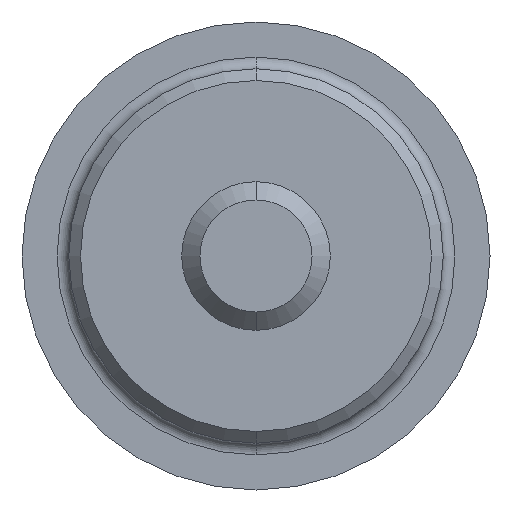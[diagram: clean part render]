
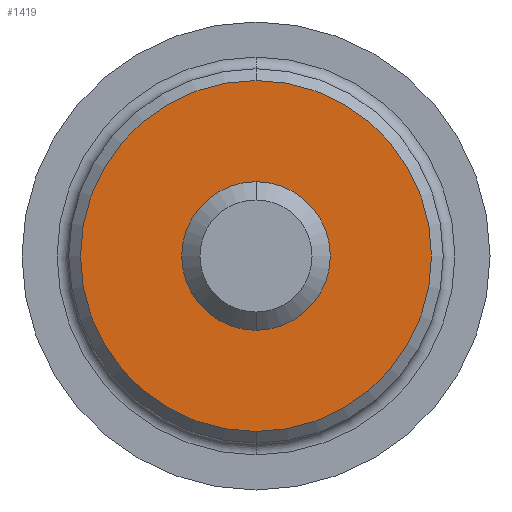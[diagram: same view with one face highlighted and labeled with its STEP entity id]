
A CAD part, front view. The second image highlights one B-rep face of the part: STEP entity #1419.
In plain terms, the highlighted planar face has unit normal (0, -1, 0).
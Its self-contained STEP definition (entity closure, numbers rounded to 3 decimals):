
#48 = AXIS2_PLACEMENT_3D ( 'NONE', #770, #1146, #873 ) ;
#105 = FACE_OUTER_BOUND ( 'NONE', #1250, .T. ) ;
#140 = DIRECTION ( 'NONE',  ( 0., 0., -1. ) ) ;
#159 = PLANE ( 'NONE',  #1479 ) ;
#181 = CARTESIAN_POINT ( 'NONE',  ( 0., 7., 0. ) ) ;
#208 = ORIENTED_EDGE ( 'NONE', *, *, #941, .T. ) ;
#223 = CARTESIAN_POINT ( 'NONE',  ( 0., 7., -7.5 ) ) ;
#226 = VERTEX_POINT ( 'NONE', #537 ) ;
#304 = DIRECTION ( 'NONE',  ( 0., 1., 0. ) ) ;
#360 = VERTEX_POINT ( 'NONE', #902 ) ;
#365 = CIRCLE ( 'NONE', #694, 2.395 ) ;
#423 = CIRCLE ( 'NONE', #48, 7.5 ) ;
#513 = AXIS2_PLACEMENT_3D ( 'NONE', #1183, #945, #696 ) ;
#537 = CARTESIAN_POINT ( 'NONE',  ( 0., 7., -2.395 ) ) ;
#652 = EDGE_CURVE ( 'NONE', #920, #226, #365, .T. ) ;
#666 = DIRECTION ( 'NONE',  ( 0., -1., 0. ) ) ;
#694 = AXIS2_PLACEMENT_3D ( 'NONE', #181, #304, #1386 ) ;
#696 = DIRECTION ( 'NONE',  ( 0., 0., 1. ) ) ;
#770 = CARTESIAN_POINT ( 'NONE',  ( 0., 7., 0. ) ) ;
#774 = EDGE_LOOP ( 'NONE', ( #1122, #1275 ) ) ;
#851 = CARTESIAN_POINT ( 'NONE',  ( 0., 7., 0. ) ) ;
#873 = DIRECTION ( 'NONE',  ( 0., 0., -1. ) ) ;
#902 = CARTESIAN_POINT ( 'NONE',  ( 0., 7., 7.5 ) ) ;
#920 = VERTEX_POINT ( 'NONE', #1472 ) ;
#941 = EDGE_CURVE ( 'NONE', #360, #1466, #1410, .T. ) ;
#945 = DIRECTION ( 'NONE',  ( 0., 1., 0. ) ) ;
#1007 = CARTESIAN_POINT ( 'NONE',  ( 0., 7., 0. ) ) ;
#1098 = FACE_BOUND ( 'NONE', #774, .T. ) ;
#1122 = ORIENTED_EDGE ( 'NONE', *, *, #652, .T. ) ;
#1146 = DIRECTION ( 'NONE',  ( 0., -1., 0. ) ) ;
#1183 = CARTESIAN_POINT ( 'NONE',  ( 0., 7., 0. ) ) ;
#1221 = EDGE_CURVE ( 'NONE', #226, #920, #1448, .T. ) ;
#1236 = DIRECTION ( 'NONE',  ( 0., -1., 0. ) ) ;
#1250 = EDGE_LOOP ( 'NONE', ( #208, #1500 ) ) ;
#1275 = ORIENTED_EDGE ( 'NONE', *, *, #1221, .T. ) ;
#1381 = EDGE_CURVE ( 'NONE', #1466, #360, #423, .T. ) ;
#1386 = DIRECTION ( 'NONE',  ( 0., 0., 1. ) ) ;
#1410 = CIRCLE ( 'NONE', #1541, 7.5 ) ;
#1419 = ADVANCED_FACE ( 'NONE', ( #105, #1098 ), #159, .T. ) ;
#1448 = CIRCLE ( 'NONE', #513, 2.395 ) ;
#1466 = VERTEX_POINT ( 'NONE', #223 ) ;
#1472 = CARTESIAN_POINT ( 'NONE',  ( 0., 7., 2.395 ) ) ;
#1479 = AXIS2_PLACEMENT_3D ( 'NONE', #1007, #666, #1508 ) ;
#1500 = ORIENTED_EDGE ( 'NONE', *, *, #1381, .T. ) ;
#1508 = DIRECTION ( 'NONE',  ( 0., 0., -1. ) ) ;
#1541 = AXIS2_PLACEMENT_3D ( 'NONE', #851, #1236, #140 ) ;
